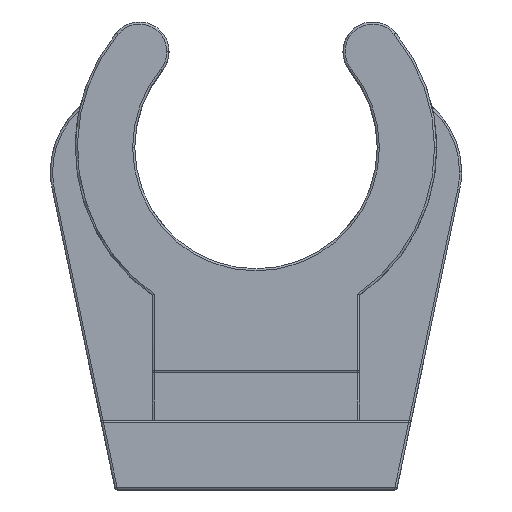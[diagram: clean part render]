
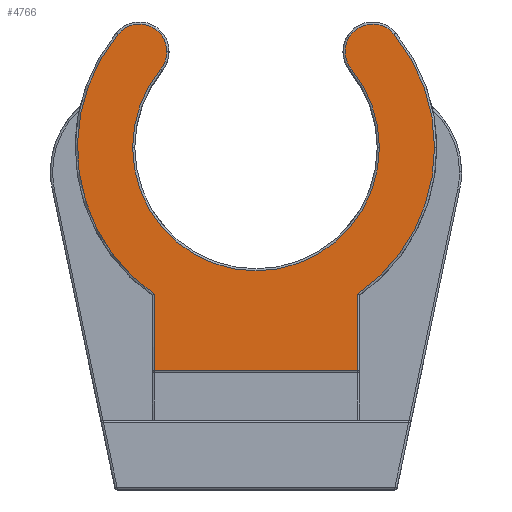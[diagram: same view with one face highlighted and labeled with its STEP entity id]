
A CAD part, top view. The second image highlights one B-rep face of the part: STEP entity #4766.
In plain terms, the highlighted planar face has unit normal (0, 0, 1).
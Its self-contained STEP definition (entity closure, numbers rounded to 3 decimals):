
#158 = CARTESIAN_POINT ( 'NONE',  ( 4.8, -10.3, 6. ) ) ;
#433 = DIRECTION ( 'NONE',  ( 0., 0., 1. ) ) ;
#561 = CARTESIAN_POINT ( 'NONE',  ( 4.7, -6.832, 6. ) ) ;
#689 = CARTESIAN_POINT ( 'NONE',  ( -5.7, 0., 6. ) ) ;
#973 = CARTESIAN_POINT ( 'NONE',  ( -4.7, -10.4, 6. ) ) ;
#990 = AXIS2_PLACEMENT_3D ( 'NONE', #8533, #1076, #11431 ) ;
#1076 = DIRECTION ( 'NONE',  ( 0., 0., -1. ) ) ;
#1198 = EDGE_CURVE ( 'NONE', #16207, #14607, #12914, .T. ) ;
#1205 = DIRECTION ( 'NONE',  ( 0., 0., -1. ) ) ;
#1508 = EDGE_CURVE ( 'NONE', #11361, #15589, #15452, .T. ) ;
#1676 = DIRECTION ( 'NONE',  ( 1., 0., 0. ) ) ;
#2020 = EDGE_LOOP ( 'NONE', ( #16680, #4330, #15829, #2531, #12884, #8380, #16960, #12034, #8162, #14631, #6811, #12609 ) ) ;
#2168 = CARTESIAN_POINT ( 'NONE',  ( 0., 0., 6. ) ) ;
#2457 = DIRECTION ( 'NONE',  ( 1., 0., 0. ) ) ;
#2493 = CIRCLE ( 'NONE', #10487, 8.25 ) ;
#2531 = ORIENTED_EDGE ( 'NONE', *, *, #16296, .T. ) ;
#2973 = VERTEX_POINT ( 'NONE', #689 ) ;
#4187 = CIRCLE ( 'NONE', #12350, 1.275 ) ;
#4330 = ORIENTED_EDGE ( 'NONE', *, *, #9390, .T. ) ;
#4462 = CARTESIAN_POINT ( 'NONE',  ( 4.7, -6.78, 6. ) ) ;
#4597 = CARTESIAN_POINT ( 'NONE',  ( -5.392, 4.425, 6. ) ) ;
#4628 = DIRECTION ( 'NONE',  ( 0., 0., 1. ) ) ;
#4766 = ADVANCED_FACE ( 'NONE', ( #13061 ), #18888, .T. ) ;
#5728 = AXIS2_PLACEMENT_3D ( 'NONE', #15680, #8512, #2457 ) ;
#5936 = VECTOR ( 'NONE', #15233, 1000. ) ;
#5967 = CARTESIAN_POINT ( 'NONE',  ( -4.7, -10.3, 6. ) ) ;
#5969 = DIRECTION ( 'NONE',  ( 1., 0., 0. ) ) ;
#6290 = CARTESIAN_POINT ( 'NONE',  ( 8.25, 0., 6. ) ) ;
#6378 = DIRECTION ( 'NONE',  ( 1., 0., 0. ) ) ;
#6397 = CIRCLE ( 'NONE', #12832, 5.7 ) ;
#6659 = AXIS2_PLACEMENT_3D ( 'NONE', #13476, #4628, #14955 ) ;
#6811 = ORIENTED_EDGE ( 'NONE', *, *, #18335, .T. ) ;
#7072 = DIRECTION ( 'NONE',  ( 1., 0., 0. ) ) ;
#7319 = CIRCLE ( 'NONE', #6659, 1.275 ) ;
#8162 = ORIENTED_EDGE ( 'NONE', *, *, #11229, .T. ) ;
#8265 = CARTESIAN_POINT ( 'NONE',  ( -4.406, 3.616, 6. ) ) ;
#8380 = ORIENTED_EDGE ( 'NONE', *, *, #15703, .T. ) ;
#8507 = VERTEX_POINT ( 'NONE', #4462 ) ;
#8512 = DIRECTION ( 'NONE',  ( 0., 0., 1. ) ) ;
#8532 = DIRECTION ( 'NONE',  ( 0., 0., 1. ) ) ;
#8533 = CARTESIAN_POINT ( 'NONE',  ( 0., 0., 6. ) ) ;
#8705 = DIRECTION ( 'NONE',  ( 0., 0., 1. ) ) ;
#9375 = DIRECTION ( 'NONE',  ( 1., 0., 0. ) ) ;
#9390 = EDGE_CURVE ( 'NONE', #11146, #18586, #4187, .T. ) ;
#9469 = CARTESIAN_POINT ( 'NONE',  ( 4.406, 3.616, 6. ) ) ;
#9888 = EDGE_CURVE ( 'NONE', #18586, #18620, #16624, .T. ) ;
#9992 = CARTESIAN_POINT ( 'NONE',  ( -5.392, 4.425, 6. ) ) ;
#10017 = DIRECTION ( 'NONE',  ( 1., 0., 0. ) ) ;
#10143 = CARTESIAN_POINT ( 'NONE',  ( 0., 0., 6. ) ) ;
#10366 = VECTOR ( 'NONE', #12555, 1000. ) ;
#10422 = AXIS2_PLACEMENT_3D ( 'NONE', #12947, #15800, #17291 ) ;
#10487 = AXIS2_PLACEMENT_3D ( 'NONE', #2168, #18258, #9375 ) ;
#10580 = LINE ( 'NONE', #561, #5936 ) ;
#10622 = CIRCLE ( 'NONE', #5728, 1.275 ) ;
#10786 = CARTESIAN_POINT ( 'NONE',  ( 0., 0., 6. ) ) ;
#11121 = CARTESIAN_POINT ( 'NONE',  ( 5.7, 0., 6. ) ) ;
#11146 = VERTEX_POINT ( 'NONE', #15168 ) ;
#11229 = EDGE_CURVE ( 'NONE', #13841, #16207, #10622, .T. ) ;
#11361 = VERTEX_POINT ( 'NONE', #5967 ) ;
#11431 = DIRECTION ( 'NONE',  ( 1., 0., 0. ) ) ;
#11452 = VERTEX_POINT ( 'NONE', #6290 ) ;
#11529 = VECTOR ( 'NONE', #1676, 1000. ) ;
#12034 = ORIENTED_EDGE ( 'NONE', *, *, #18134, .T. ) ;
#12350 = AXIS2_PLACEMENT_3D ( 'NONE', #4597, #8532, #10017 ) ;
#12555 = DIRECTION ( 'NONE',  ( 0., -1., 0. ) ) ;
#12609 = ORIENTED_EDGE ( 'NONE', *, *, #17963, .T. ) ;
#12832 = AXIS2_PLACEMENT_3D ( 'NONE', #10143, #1205, #17261 ) ;
#12884 = ORIENTED_EDGE ( 'NONE', *, *, #1508, .T. ) ;
#12914 = CIRCLE ( 'NONE', #10422, 5.7 ) ;
#12947 = CARTESIAN_POINT ( 'NONE',  ( 0., 0., 6. ) ) ;
#12960 = DIRECTION ( 'NONE',  ( 0., 0., 1. ) ) ;
#13061 = FACE_OUTER_BOUND ( 'NONE', #2020, .T. ) ;
#13340 = CIRCLE ( 'NONE', #990, 5.7 ) ;
#13395 = VERTEX_POINT ( 'NONE', #8265 ) ;
#13476 = CARTESIAN_POINT ( 'NONE',  ( -5.392, 4.425, 6. ) ) ;
#13778 = CIRCLE ( 'NONE', #17030, 8.25 ) ;
#13841 = VERTEX_POINT ( 'NONE', #16692 ) ;
#14300 = LINE ( 'NONE', #973, #10366 ) ;
#14607 = VERTEX_POINT ( 'NONE', #11121 ) ;
#14631 = ORIENTED_EDGE ( 'NONE', *, *, #1198, .T. ) ;
#14796 = EDGE_CURVE ( 'NONE', #8507, #11452, #13778, .T. ) ;
#14831 = CARTESIAN_POINT ( 'NONE',  ( 0., 0., 6. ) ) ;
#14955 = DIRECTION ( 'NONE',  ( 1., 0., 0. ) ) ;
#15168 = CARTESIAN_POINT ( 'NONE',  ( -4.117, 4.425, 6. ) ) ;
#15233 = DIRECTION ( 'NONE',  ( 0., 1., 0. ) ) ;
#15375 = AXIS2_PLACEMENT_3D ( 'NONE', #14831, #8705, #5969 ) ;
#15452 = LINE ( 'NONE', #158, #11529 ) ;
#15545 = CARTESIAN_POINT ( 'NONE',  ( -6.377, 5.234, 6. ) ) ;
#15589 = VERTEX_POINT ( 'NONE', #16224 ) ;
#15680 = CARTESIAN_POINT ( 'NONE',  ( 5.392, 4.425, 6. ) ) ;
#15703 = EDGE_CURVE ( 'NONE', #15589, #8507, #10580, .T. ) ;
#15800 = DIRECTION ( 'NONE',  ( 0., 0., -1. ) ) ;
#15829 = ORIENTED_EDGE ( 'NONE', *, *, #9888, .T. ) ;
#16155 = AXIS2_PLACEMENT_3D ( 'NONE', #9992, #12960, #7072 ) ;
#16207 = VERTEX_POINT ( 'NONE', #9469 ) ;
#16224 = CARTESIAN_POINT ( 'NONE',  ( 4.7, -10.3, 6. ) ) ;
#16296 = EDGE_CURVE ( 'NONE', #18620, #11361, #14300, .T. ) ;
#16624 = CIRCLE ( 'NONE', #15375, 8.25 ) ;
#16680 = ORIENTED_EDGE ( 'NONE', *, *, #18811, .T. ) ;
#16692 = CARTESIAN_POINT ( 'NONE',  ( 6.377, 5.234, 6. ) ) ;
#16960 = ORIENTED_EDGE ( 'NONE', *, *, #14796, .T. ) ;
#17030 = AXIS2_PLACEMENT_3D ( 'NONE', #10786, #433, #6378 ) ;
#17166 = CARTESIAN_POINT ( 'NONE',  ( -4.7, -6.78, 6. ) ) ;
#17261 = DIRECTION ( 'NONE',  ( 1., 0., 0. ) ) ;
#17291 = DIRECTION ( 'NONE',  ( 1., 0., 0. ) ) ;
#17963 = EDGE_CURVE ( 'NONE', #2973, #13395, #13340, .T. ) ;
#18134 = EDGE_CURVE ( 'NONE', #11452, #13841, #2493, .T. ) ;
#18258 = DIRECTION ( 'NONE',  ( 0., 0., 1. ) ) ;
#18335 = EDGE_CURVE ( 'NONE', #14607, #2973, #6397, .T. ) ;
#18586 = VERTEX_POINT ( 'NONE', #15545 ) ;
#18620 = VERTEX_POINT ( 'NONE', #17166 ) ;
#18811 = EDGE_CURVE ( 'NONE', #13395, #11146, #7319, .T. ) ;
#18888 = PLANE ( 'NONE',  #16155 ) ;
